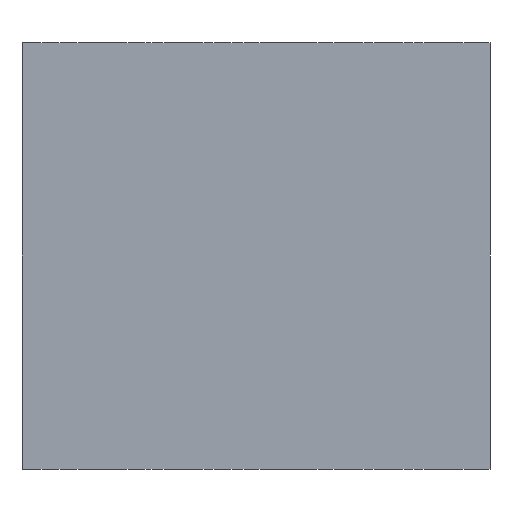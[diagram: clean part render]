
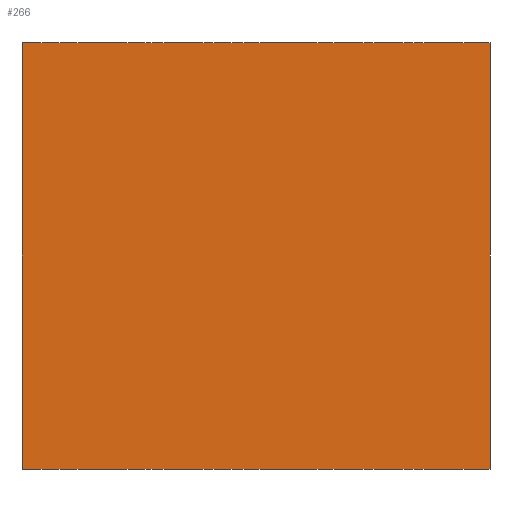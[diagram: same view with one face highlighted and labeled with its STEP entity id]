
A CAD part, front view. The second image highlights one B-rep face of the part: STEP entity #266.
In plain terms, the highlighted planar face has unit normal (0, -1, 0).
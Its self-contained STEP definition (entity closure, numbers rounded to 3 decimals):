
#24=PLANE('',#302);
#38=FACE_OUTER_BOUND('',#52,.T.);
#52=EDGE_LOOP('',(#245,#246,#247,#248));
#73=LINE('',#422,#101);
#84=LINE('',#442,#112);
#85=LINE('',#445,#113);
#88=LINE('',#449,#116);
#101=VECTOR('',#343,10.);
#112=VECTOR('',#364,10.);
#113=VECTOR('',#367,10.);
#116=VECTOR('',#372,10.);
#134=VERTEX_POINT('',#419);
#135=VERTEX_POINT('',#421);
#139=VERTEX_POINT('',#440);
#140=VERTEX_POINT('',#444);
#161=EDGE_CURVE('',#135,#134,#73,.T.);
#172=EDGE_CURVE('',#134,#139,#84,.T.);
#173=EDGE_CURVE('',#140,#135,#85,.T.);
#176=EDGE_CURVE('',#139,#140,#88,.T.);
#245=ORIENTED_EDGE('',*,*,#176,.T.);
#246=ORIENTED_EDGE('',*,*,#173,.T.);
#247=ORIENTED_EDGE('',*,*,#161,.T.);
#248=ORIENTED_EDGE('',*,*,#172,.T.);
#266=ADVANCED_FACE('',(#38),#24,.T.);
#302=AXIS2_PLACEMENT_3D('',#451,#375,#376);
#343=DIRECTION('',(-1.,0.,0.));
#364=DIRECTION('',(0.,0.,-1.));
#367=DIRECTION('',(0.,0.,1.));
#372=DIRECTION('',(1.,0.,0.));
#375=DIRECTION('center_axis',(0.,-1.,0.));
#376=DIRECTION('ref_axis',(0.,0.,-1.));
#419=CARTESIAN_POINT('',(-37.873,197.,33.82));
#421=CARTESIAN_POINT('',(39.893,197.,33.82));
#422=CARTESIAN_POINT('',(-37.873,197.,33.82));
#440=CARTESIAN_POINT('',(-37.873,197.,-37.024));
#442=CARTESIAN_POINT('',(-37.873,197.,-37.024));
#444=CARTESIAN_POINT('',(39.893,197.,-37.024));
#445=CARTESIAN_POINT('',(39.893,197.,33.82));
#449=CARTESIAN_POINT('',(39.893,197.,-37.024));
#451=CARTESIAN_POINT('Origin',(1.01,197.,-1.602));
